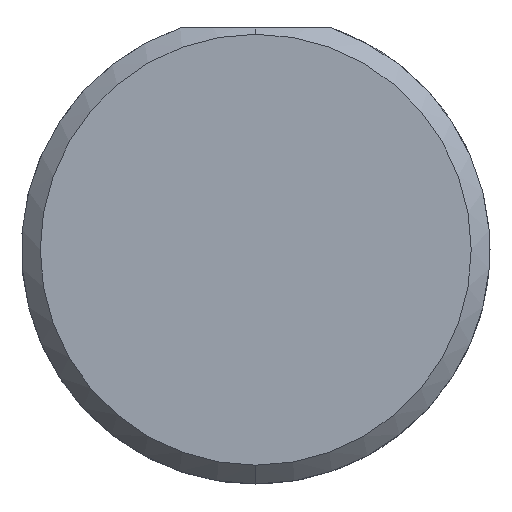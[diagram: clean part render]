
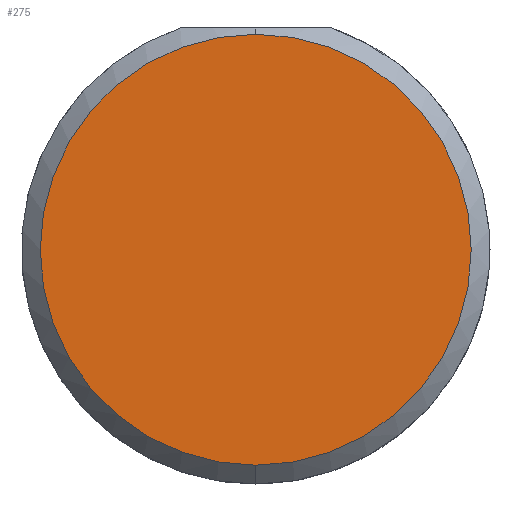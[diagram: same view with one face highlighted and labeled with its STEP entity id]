
A CAD part, left-side view. The second image highlights one B-rep face of the part: STEP entity #275.
In plain terms, the highlighted planar face has unit normal (-1, 0, 0).
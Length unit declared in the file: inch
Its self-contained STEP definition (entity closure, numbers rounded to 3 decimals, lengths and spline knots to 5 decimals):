
#15 = AXIS2_PLACEMENT_3D ( 'NONE', #674, #220, #459 ) ;
#52 = CARTESIAN_POINT ( 'NONE',  ( 0., 0., 0. ) ) ;
#100 = CARTESIAN_POINT ( 'NONE',  ( 0., 0., 0. ) ) ;
#200 = CARTESIAN_POINT ( 'NONE',  ( 0., 0., 0.17235 ) ) ;
#220 = DIRECTION ( 'NONE',  ( -1., 0., 0. ) ) ;
#275 = ADVANCED_FACE ( 'NONE', ( #932 ), #832, .F. ) ;
#286 = AXIS2_PLACEMENT_3D ( 'NONE', #52, #378, #297 ) ;
#297 = DIRECTION ( 'NONE',  ( 0., 0., -1. ) ) ;
#339 = ORIENTED_EDGE ( 'NONE', *, *, #384, .T. ) ;
#378 = DIRECTION ( 'NONE',  ( 1., 0., 0. ) ) ;
#384 = EDGE_CURVE ( 'NONE', #925, #921, #569, .T. ) ;
#431 = DIRECTION ( 'NONE',  ( -1., 0., 0. ) ) ;
#459 = DIRECTION ( 'NONE',  ( 0., 0., 1. ) ) ;
#522 = CARTESIAN_POINT ( 'NONE',  ( 0., 0., -0.17235 ) ) ;
#569 = CIRCLE ( 'NONE', #817, 0.17235 ) ;
#584 = DIRECTION ( 'NONE',  ( 0., 0., 1. ) ) ;
#663 = ORIENTED_EDGE ( 'NONE', *, *, #1033, .T. ) ;
#674 = CARTESIAN_POINT ( 'NONE',  ( 0., 0., 0. ) ) ;
#817 = AXIS2_PLACEMENT_3D ( 'NONE', #100, #431, #584 ) ;
#832 = PLANE ( 'NONE',  #286 ) ;
#921 = VERTEX_POINT ( 'NONE', #200 ) ;
#925 = VERTEX_POINT ( 'NONE', #522 ) ;
#932 = FACE_OUTER_BOUND ( 'NONE', #991, .T. ) ;
#955 = CIRCLE ( 'NONE', #15, 0.17235 ) ;
#991 = EDGE_LOOP ( 'NONE', ( #339, #663 ) ) ;
#1033 = EDGE_CURVE ( 'NONE', #921, #925, #955, .T. ) ;
